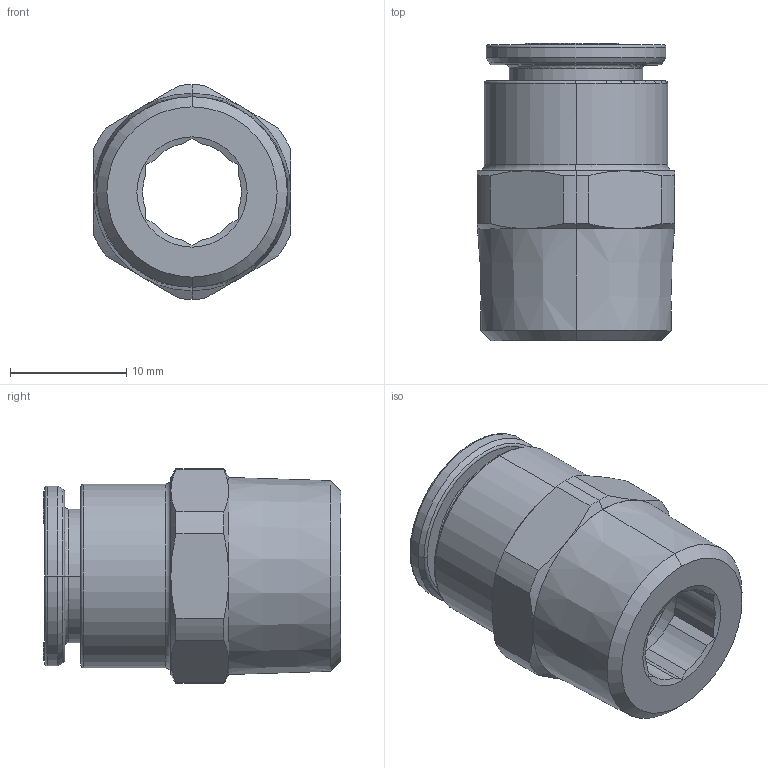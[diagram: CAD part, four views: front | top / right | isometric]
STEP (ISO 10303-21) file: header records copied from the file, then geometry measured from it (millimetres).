
FILE_DESCRIPTION(('STEP AP214'),'1');
FILE_NAME('6805_10_17.stp','2016-07-07T14:41:17',('TraceParts'),('TraceParts S.A.'),'Spatial InterOp 3D',' ',' ');
FILE_SCHEMA(('automotive_design'));
Length unit declared in the file: millimetre
Products named in the file (6): 6805 10 17|44110-18_ASM_947#44110-18_ASM|44110-31_943#44110-31;Solide1; 6805 10 17|44110-18_ASM_947#44110-18_ASM|44110_944#44110;Solide1; 6805 10 17|44110-18_ASM_947#44110-18_ASM|44110-30_945#44110-30;Solide1; 6805 10 17|44110-18_ASM_947#44110-18_ASM|44110-40_946#44110-40;Solide1; 6805 10 17|44710-11_942#44710-11;Solide1; 6805 10 17|44110-11-10-ASM_948#44110-11-10-ASM;Solide1
Bounding box: 17 x 25.65 x 18.5 mm (x, y, z)
Volume: 3191.3 mm3; surface area: 4669 mm2
Topology: 6 solids, 6 shells, 721 faces, 1842 edges, 1156 vertices
Faces by surface type: plane 315, cylinder 117, cone 108, bspline 92, torus 89
Entity records: 30985 total; most frequent: CARTESIAN_POINT 7958, ORIENTED_EDGE 3684, DIRECTION 3423, EDGE_CURVE 1842, AXIS2_PLACEMENT_3D 1180, VERTEX_POINT 1156, LINE 1063, VECTOR 1063
